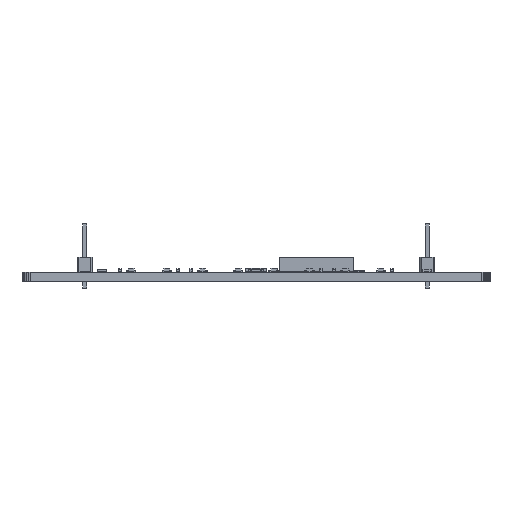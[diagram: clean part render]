
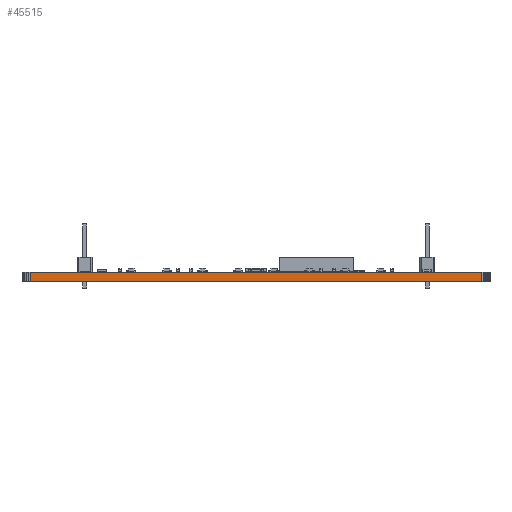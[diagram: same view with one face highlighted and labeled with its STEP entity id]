
A CAD part, front view. The second image highlights one B-rep face of the part: STEP entity #45515.
In plain terms, the highlighted planar face has unit normal (0, -1, 0).
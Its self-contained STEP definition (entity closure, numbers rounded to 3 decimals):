
#18016 = PLANE('',#18017);
#18017 = AXIS2_PLACEMENT_3D('',#18018,#18019,#18020);
#18018 = CARTESIAN_POINT('',(0.001,35.838,1.6));
#18019 = DIRECTION('',(-0.,-0.,-1.));
#18020 = DIRECTION('',(-1.,0.,0.));
#18070 = PLANE('',#18071);
#18071 = AXIS2_PLACEMENT_3D('',#18072,#18073,#18074);
#18072 = CARTESIAN_POINT('',(0.001,35.838,0.));
#18073 = DIRECTION('',(-0.,-0.,-1.));
#18074 = DIRECTION('',(-1.,0.,0.));
#22883 = VERTEX_POINT('',#22884);
#22884 = CARTESIAN_POINT('',(39.5,-4.,0.));
#22898 = PLANE('',#22899);
#22899 = AXIS2_PLACEMENT_3D('',#22900,#22901,#22902);
#22900 = CARTESIAN_POINT('',(39.597,-3.999,0.));
#22901 = DIRECTION('',(0.013,-1.,0.));
#22902 = DIRECTION('',(-1.,-0.013,0.));
#22910 = EDGE_CURVE('',#22883,#22911,#22913,.T.);
#22911 = VERTEX_POINT('',#22912);
#22912 = CARTESIAN_POINT('',(-39.597,-3.999,0.));
#22913 = SURFACE_CURVE('',#22914,(#22918,#22925),.PCURVE_S1.);
#22914 = LINE('',#22915,#22916);
#22915 = CARTESIAN_POINT('',(39.5,-4.,0.));
#22916 = VECTOR('',#22917,1.);
#22917 = DIRECTION('',(-1.,0.,0.));
#22918 = PCURVE('',#18070,#22919);
#22919 = DEFINITIONAL_REPRESENTATION('',(#22920),#22924);
#22920 = LINE('',#22921,#22922);
#22921 = CARTESIAN_POINT('',(-39.499,-39.838));
#22922 = VECTOR('',#22923,1.);
#22923 = DIRECTION('',(1.,0.));
#22924 = ( GEOMETRIC_REPRESENTATION_CONTEXT(2) 
PARAMETRIC_REPRESENTATION_CONTEXT() REPRESENTATION_CONTEXT('2D SPACE',''
  ) );
#22925 = PCURVE('',#22926,#22931);
#22926 = PLANE('',#22927);
#22927 = AXIS2_PLACEMENT_3D('',#22928,#22929,#22930);
#22928 = CARTESIAN_POINT('',(39.5,-4.,0.));
#22929 = DIRECTION('',(0.,-1.,0.));
#22930 = DIRECTION('',(-1.,0.,0.));
#22931 = DEFINITIONAL_REPRESENTATION('',(#22932),#22936);
#22932 = LINE('',#22933,#22934);
#22933 = CARTESIAN_POINT('',(0.,0.));
#22934 = VECTOR('',#22935,1.);
#22935 = DIRECTION('',(1.,0.));
#22936 = ( GEOMETRIC_REPRESENTATION_CONTEXT(2) 
PARAMETRIC_REPRESENTATION_CONTEXT() REPRESENTATION_CONTEXT('2D SPACE',''
  ) );
#22954 = PLANE('',#22955);
#22955 = AXIS2_PLACEMENT_3D('',#22956,#22957,#22958);
#22956 = CARTESIAN_POINT('',(-39.597,-3.999,0.));
#22957 = DIRECTION('',(-0.06,-0.998,0.));
#22958 = DIRECTION('',(-0.998,0.06,0.));
#32547 = VERTEX_POINT('',#32548);
#32548 = CARTESIAN_POINT('',(39.5,-4.,1.6));
#32569 = EDGE_CURVE('',#32547,#32570,#32572,.T.);
#32570 = VERTEX_POINT('',#32571);
#32571 = CARTESIAN_POINT('',(-39.597,-3.999,1.6));
#32572 = SURFACE_CURVE('',#32573,(#32577,#32584),.PCURVE_S1.);
#32573 = LINE('',#32574,#32575);
#32574 = CARTESIAN_POINT('',(39.5,-4.,1.6));
#32575 = VECTOR('',#32576,1.);
#32576 = DIRECTION('',(-1.,0.,0.));
#32577 = PCURVE('',#18016,#32578);
#32578 = DEFINITIONAL_REPRESENTATION('',(#32579),#32583);
#32579 = LINE('',#32580,#32581);
#32580 = CARTESIAN_POINT('',(-39.499,-39.838));
#32581 = VECTOR('',#32582,1.);
#32582 = DIRECTION('',(1.,0.));
#32583 = ( GEOMETRIC_REPRESENTATION_CONTEXT(2) 
PARAMETRIC_REPRESENTATION_CONTEXT() REPRESENTATION_CONTEXT('2D SPACE',''
  ) );
#32584 = PCURVE('',#22926,#32585);
#32585 = DEFINITIONAL_REPRESENTATION('',(#32586),#32590);
#32586 = LINE('',#32587,#32588);
#32587 = CARTESIAN_POINT('',(0.,-1.6));
#32588 = VECTOR('',#32589,1.);
#32589 = DIRECTION('',(1.,0.));
#32590 = ( GEOMETRIC_REPRESENTATION_CONTEXT(2) 
PARAMETRIC_REPRESENTATION_CONTEXT() REPRESENTATION_CONTEXT('2D SPACE',''
  ) );
#45465 = EDGE_CURVE('',#22911,#32570,#45466,.T.);
#45466 = SURFACE_CURVE('',#45467,(#45471,#45478),.PCURVE_S1.);
#45467 = LINE('',#45468,#45469);
#45468 = CARTESIAN_POINT('',(-39.597,-3.999,0.));
#45469 = VECTOR('',#45470,1.);
#45470 = DIRECTION('',(0.,0.,1.));
#45471 = PCURVE('',#22954,#45472);
#45472 = DEFINITIONAL_REPRESENTATION('',(#45473),#45477);
#45473 = LINE('',#45474,#45475);
#45474 = CARTESIAN_POINT('',(0.,0.));
#45475 = VECTOR('',#45476,1.);
#45476 = DIRECTION('',(0.,-1.));
#45477 = ( GEOMETRIC_REPRESENTATION_CONTEXT(2) 
PARAMETRIC_REPRESENTATION_CONTEXT() REPRESENTATION_CONTEXT('2D SPACE',''
  ) );
#45478 = PCURVE('',#22926,#45479);
#45479 = DEFINITIONAL_REPRESENTATION('',(#45480),#45484);
#45480 = LINE('',#45481,#45482);
#45481 = CARTESIAN_POINT('',(79.097,0.));
#45482 = VECTOR('',#45483,1.);
#45483 = DIRECTION('',(0.,-1.));
#45484 = ( GEOMETRIC_REPRESENTATION_CONTEXT(2) 
PARAMETRIC_REPRESENTATION_CONTEXT() REPRESENTATION_CONTEXT('2D SPACE',''
  ) );
#45515 = ADVANCED_FACE('',(#45516),#22926,.T.);
#45516 = FACE_BOUND('',#45517,.T.);
#45517 = EDGE_LOOP('',(#45518,#45539,#45540,#45541));
#45518 = ORIENTED_EDGE('',*,*,#45519,.T.);
#45519 = EDGE_CURVE('',#22883,#32547,#45520,.T.);
#45520 = SURFACE_CURVE('',#45521,(#45525,#45532),.PCURVE_S1.);
#45521 = LINE('',#45522,#45523);
#45522 = CARTESIAN_POINT('',(39.5,-4.,0.));
#45523 = VECTOR('',#45524,1.);
#45524 = DIRECTION('',(0.,0.,1.));
#45525 = PCURVE('',#22926,#45526);
#45526 = DEFINITIONAL_REPRESENTATION('',(#45527),#45531);
#45527 = LINE('',#45528,#45529);
#45528 = CARTESIAN_POINT('',(0.,0.));
#45529 = VECTOR('',#45530,1.);
#45530 = DIRECTION('',(0.,-1.));
#45531 = ( GEOMETRIC_REPRESENTATION_CONTEXT(2) 
PARAMETRIC_REPRESENTATION_CONTEXT() REPRESENTATION_CONTEXT('2D SPACE',''
  ) );
#45532 = PCURVE('',#22898,#45533);
#45533 = DEFINITIONAL_REPRESENTATION('',(#45534),#45538);
#45534 = LINE('',#45535,#45536);
#45535 = CARTESIAN_POINT('',(0.097,0.));
#45536 = VECTOR('',#45537,1.);
#45537 = DIRECTION('',(0.,-1.));
#45538 = ( GEOMETRIC_REPRESENTATION_CONTEXT(2) 
PARAMETRIC_REPRESENTATION_CONTEXT() REPRESENTATION_CONTEXT('2D SPACE',''
  ) );
#45539 = ORIENTED_EDGE('',*,*,#32569,.T.);
#45540 = ORIENTED_EDGE('',*,*,#45465,.F.);
#45541 = ORIENTED_EDGE('',*,*,#22910,.F.);
